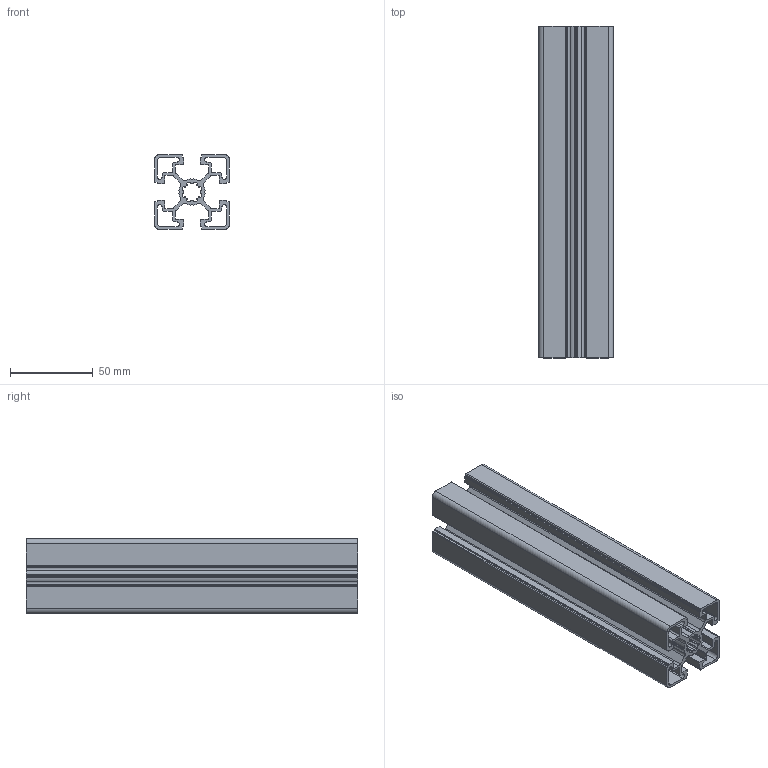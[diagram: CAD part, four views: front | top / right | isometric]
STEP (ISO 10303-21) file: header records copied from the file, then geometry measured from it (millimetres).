
FILE_DESCRIPTION(/* description */ ('Aluminiumprofil 45x45L'),/* implementation_level */ '2;1');
FILE_NAME(/* name */ 'Syskomp 411992425 Aluminiumprofil 45x45L.stp',/* time_stamp */ '2017-02-20T09:42:10+01:00',/* author */ ('wheldmann'),/* organization */ (''),/* preprocessor_version */ 'ST-DEVELOPER v16.1',/* originating_system */ 'Autodesk Inventor 2016',/* authorisation */ ' ');
FILE_SCHEMA (('AUTOMOTIVE_DESIGN { 1 0 10303 214 3 1 1 }'));
Length unit declared in the file: millimetre
Products named in the file (1): 411992425 Aluminiumprofil 45x45L - 200
Bounding box: 45 x 200 x 45 mm (x, y, z)
Volume: 114531.7 mm3; surface area: 120778.6 mm2
Topology: 1 solids, 1 shells, 250 faces, 744 edges, 496 vertices
Faces by surface type: cylinder 144, plane 106
Entity records: 8540 total; most frequent: DIRECTION 1534, CARTESIAN_POINT 1491, ORIENTED_EDGE 1488, EDGE_CURVE 744, AXIS2_PLACEMENT_3D 539, VERTEX_POINT 496, LINE 456, VECTOR 456
